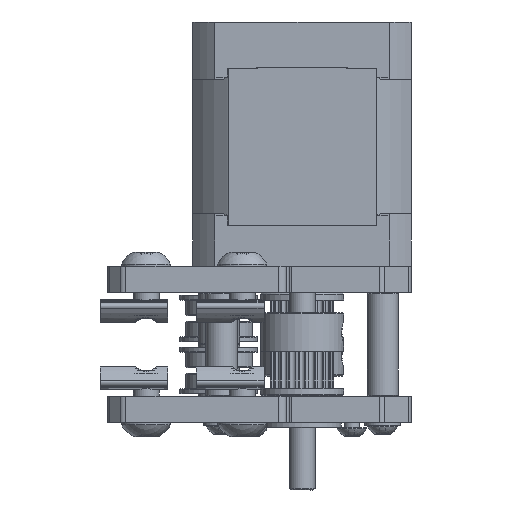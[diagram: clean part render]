
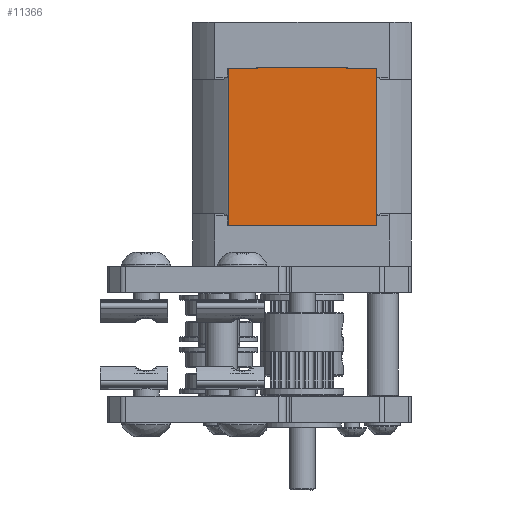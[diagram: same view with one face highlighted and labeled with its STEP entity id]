
A CAD part, left-side view. The second image highlights one B-rep face of the part: STEP entity #11366.
In plain terms, the highlighted planar face has unit normal (-1, 0, 0).
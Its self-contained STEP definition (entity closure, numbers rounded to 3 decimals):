
#1017=PLANE('',#12761);
#1540=FACE_OUTER_BOUND('',#2230,.T.);
#2230=EDGE_LOOP('',(#9512,#9513,#9514,#9515,#9516,#9517,#9518,#9519,#9520,
#9521,#9522,#9523));
#2827=LINE('',#20318,#3653);
#2830=LINE('',#20329,#3656);
#2832=LINE('',#20338,#3658);
#2834=LINE('',#20342,#3660);
#2836=LINE('',#20345,#3662);
#3035=LINE('',#21019,#3861);
#3037=LINE('',#21026,#3863);
#3038=LINE('',#21028,#3864);
#3039=LINE('',#21030,#3865);
#3040=LINE('',#21032,#3866);
#3041=LINE('',#21034,#3867);
#3042=LINE('',#21035,#3868);
#3653=VECTOR('',#15014,30.2);
#3656=VECTOR('',#15023,0.1);
#3658=VECTOR('',#15031,0.1);
#3660=VECTOR('',#15037,5.724);
#3662=VECTOR('',#15041,5.724);
#3861=VECTOR('',#15696,17.012);
#3863=VECTOR('',#15704,0.1);
#3864=VECTOR('',#15705,5.724);
#3865=VECTOR('',#15706,30.2);
#3866=VECTOR('',#15707,5.724);
#3867=VECTOR('',#15708,0.1);
#3868=VECTOR('',#15709,17.012);
#5288=VERTEX_POINT('',#20315);
#5289=VERTEX_POINT('',#20317);
#5293=VERTEX_POINT('',#20326);
#5294=VERTEX_POINT('',#20328);
#5297=VERTEX_POINT('',#20335);
#5298=VERTEX_POINT('',#20337);
#5515=VERTEX_POINT('',#21017);
#5517=VERTEX_POINT('',#21025);
#5518=VERTEX_POINT('',#21027);
#5519=VERTEX_POINT('',#21029);
#5520=VERTEX_POINT('',#21031);
#5521=VERTEX_POINT('',#21033);
#6585=EDGE_CURVE('',#5289,#5288,#2827,.T.);
#6590=EDGE_CURVE('',#5294,#5293,#2830,.T.);
#6594=EDGE_CURVE('',#5298,#5297,#2832,.T.);
#6597=EDGE_CURVE('',#5288,#5298,#2834,.T.);
#6599=EDGE_CURVE('',#5293,#5289,#2836,.T.);
#6920=EDGE_CURVE('',#5297,#5515,#3035,.T.);
#6923=EDGE_CURVE('',#5515,#5517,#3037,.T.);
#6924=EDGE_CURVE('',#5518,#5517,#3038,.T.);
#6925=EDGE_CURVE('',#5519,#5518,#3039,.T.);
#6926=EDGE_CURVE('',#5520,#5519,#3040,.T.);
#6927=EDGE_CURVE('',#5520,#5521,#3041,.T.);
#6928=EDGE_CURVE('',#5521,#5294,#3042,.T.);
#9512=ORIENTED_EDGE('',*,*,#6920,.T.);
#9513=ORIENTED_EDGE('',*,*,#6923,.T.);
#9514=ORIENTED_EDGE('',*,*,#6924,.F.);
#9515=ORIENTED_EDGE('',*,*,#6925,.F.);
#9516=ORIENTED_EDGE('',*,*,#6926,.F.);
#9517=ORIENTED_EDGE('',*,*,#6927,.T.);
#9518=ORIENTED_EDGE('',*,*,#6928,.T.);
#9519=ORIENTED_EDGE('',*,*,#6590,.T.);
#9520=ORIENTED_EDGE('',*,*,#6599,.T.);
#9521=ORIENTED_EDGE('',*,*,#6585,.T.);
#9522=ORIENTED_EDGE('',*,*,#6597,.T.);
#9523=ORIENTED_EDGE('',*,*,#6594,.T.);
#11366=ADVANCED_FACE('',(#1540),#1017,.T.);
#12761=AXIS2_PLACEMENT_3D('',#21024,#15702,#15703);
#15014=DIRECTION('',(0.,0.,-1.));
#15023=DIRECTION('',(0.,0.,-1.));
#15031=DIRECTION('',(0.,0.,-1.));
#15037=DIRECTION('',(0.,-1.,0.));
#15041=DIRECTION('',(0.,1.,0.));
#15696=DIRECTION('',(0.,-1.,0.));
#15702=DIRECTION('center_axis',(-1.,0.,0.));
#15703=DIRECTION('ref_axis',(0.,0.,1.));
#15704=DIRECTION('',(0.,0.,1.));
#15705=DIRECTION('',(0.,1.,0.));
#15706=DIRECTION('',(0.,0.,-1.));
#15707=DIRECTION('',(0.,-1.,0.));
#15708=DIRECTION('',(0.,0.,1.));
#15709=DIRECTION('',(0.,1.,0.));
#20315=CARTESIAN_POINT('',(-21.1,14.23,-19.54));
#20317=CARTESIAN_POINT('',(-21.1,14.23,10.66));
#20318=CARTESIAN_POINT('',(-21.1,14.23,10.66));
#20326=CARTESIAN_POINT('',(-21.1,8.506,10.66));
#20328=CARTESIAN_POINT('',(-21.1,8.506,10.76));
#20329=CARTESIAN_POINT('',(-21.1,8.506,10.76));
#20335=CARTESIAN_POINT('',(-21.1,8.506,-19.64));
#20337=CARTESIAN_POINT('',(-21.1,8.506,-19.54));
#20338=CARTESIAN_POINT('',(-21.1,8.506,-19.54));
#20342=CARTESIAN_POINT('',(-21.1,14.23,-19.54));
#20345=CARTESIAN_POINT('',(-21.1,8.506,10.66));
#21017=CARTESIAN_POINT('',(-21.1,-8.506,-19.64));
#21019=CARTESIAN_POINT('',(-21.1,8.506,-19.64));
#21024=CARTESIAN_POINT('Origin',(-21.1,-14.231,-19.641));
#21025=CARTESIAN_POINT('',(-21.1,-8.506,-19.54));
#21026=CARTESIAN_POINT('',(-21.1,-8.506,-19.64));
#21027=CARTESIAN_POINT('',(-21.1,-14.23,-19.54));
#21028=CARTESIAN_POINT('',(-21.1,-14.23,-19.54));
#21029=CARTESIAN_POINT('',(-21.1,-14.23,10.66));
#21030=CARTESIAN_POINT('',(-21.1,-14.23,10.66));
#21031=CARTESIAN_POINT('',(-21.1,-8.506,10.66));
#21032=CARTESIAN_POINT('',(-21.1,-8.506,10.66));
#21033=CARTESIAN_POINT('',(-21.1,-8.506,10.76));
#21034=CARTESIAN_POINT('',(-21.1,-8.506,10.66));
#21035=CARTESIAN_POINT('',(-21.1,-8.506,10.76));
